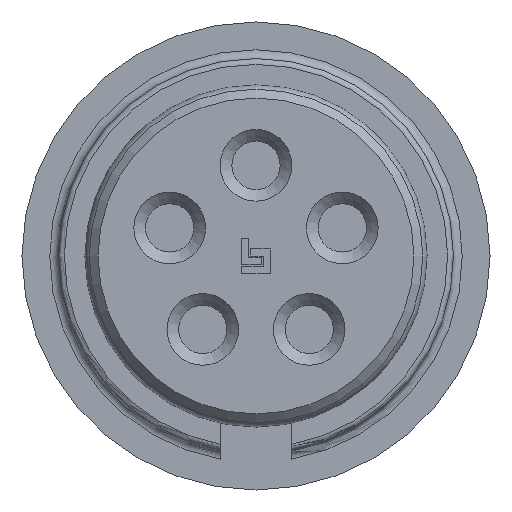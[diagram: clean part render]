
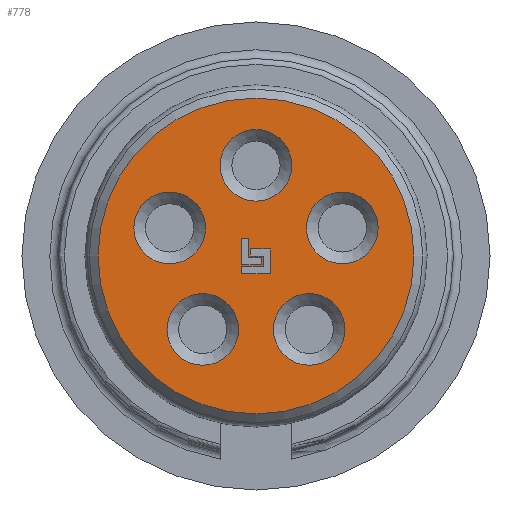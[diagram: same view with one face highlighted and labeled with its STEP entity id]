
A CAD part, left-side view. The second image highlights one B-rep face of the part: STEP entity #778.
In plain terms, the highlighted planar face has unit normal (-1, 0, 0).
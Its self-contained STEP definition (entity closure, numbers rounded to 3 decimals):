
#289=PLANE('',#2683);
#481=LINE('',#4723,#611);
#483=LINE('',#4727,#613);
#485=LINE('',#4731,#615);
#487=LINE('',#4735,#617);
#489=LINE('',#4739,#619);
#491=LINE('',#4743,#621);
#493=LINE('',#4747,#623);
#494=LINE('',#4749,#624);
#495=LINE('',#4751,#625);
#498=LINE('',#4757,#628);
#500=LINE('',#4761,#630);
#502=LINE('',#4765,#632);
#504=LINE('',#4769,#634);
#506=LINE('',#4773,#636);
#611=VECTOR('',#3164,1.);
#613=VECTOR('',#3168,1.);
#615=VECTOR('',#3172,1.);
#617=VECTOR('',#3176,1.);
#619=VECTOR('',#3180,1.);
#621=VECTOR('',#3184,1.);
#623=VECTOR('',#3188,1.);
#624=VECTOR('',#3191,1.);
#625=VECTOR('',#3194,1.);
#628=VECTOR('',#3199,1.);
#630=VECTOR('',#3203,1.);
#632=VECTOR('',#3207,1.);
#634=VECTOR('',#3211,1.);
#636=VECTOR('',#3215,1.);
#778=ADVANCED_FACE('',(#944,#945,#946,#947,#948,#949,#950,#951),#289,.T.);
#944=FACE_BOUND('',#1151,.T.);
#945=FACE_BOUND('',#1152,.T.);
#946=FACE_BOUND('',#1153,.T.);
#947=FACE_BOUND('',#1154,.T.);
#948=FACE_BOUND('',#1155,.T.);
#949=FACE_BOUND('',#1156,.T.);
#950=FACE_BOUND('',#1157,.T.);
#951=FACE_BOUND('',#1158,.T.);
#1151=EDGE_LOOP('',(#1685));
#1152=EDGE_LOOP('',(#1686));
#1153=EDGE_LOOP('',(#1687));
#1154=EDGE_LOOP('',(#1688));
#1155=EDGE_LOOP('',(#1689));
#1156=EDGE_LOOP('',(#1690));
#1157=EDGE_LOOP('',(#1691,#1692,#1693,#1694,#1695,#1696));
#1158=EDGE_LOOP('',(#1697,#1698,#1699,#1700,#1701,#1702,#1703,#1704));
#1685=ORIENTED_EDGE('',*,*,#2321,.T.);
#1686=ORIENTED_EDGE('',*,*,#2320,.T.);
#1687=ORIENTED_EDGE('',*,*,#2319,.T.);
#1688=ORIENTED_EDGE('',*,*,#2318,.T.);
#1689=ORIENTED_EDGE('',*,*,#2317,.T.);
#1690=ORIENTED_EDGE('',*,*,#2316,.T.);
#1691=ORIENTED_EDGE('',*,*,#2315,.F.);
#1692=ORIENTED_EDGE('',*,*,#2313,.F.);
#1693=ORIENTED_EDGE('',*,*,#2311,.F.);
#1694=ORIENTED_EDGE('',*,*,#2309,.F.);
#1695=ORIENTED_EDGE('',*,*,#2307,.F.);
#1696=ORIENTED_EDGE('',*,*,#2304,.F.);
#1697=ORIENTED_EDGE('',*,*,#2303,.T.);
#1698=ORIENTED_EDGE('',*,*,#2302,.T.);
#1699=ORIENTED_EDGE('',*,*,#2300,.T.);
#1700=ORIENTED_EDGE('',*,*,#2298,.T.);
#1701=ORIENTED_EDGE('',*,*,#2296,.T.);
#1702=ORIENTED_EDGE('',*,*,#2294,.T.);
#1703=ORIENTED_EDGE('',*,*,#2292,.T.);
#1704=ORIENTED_EDGE('',*,*,#2290,.T.);
#2006=VERTEX_POINT('',#4720);
#2007=VERTEX_POINT('',#4722);
#2008=VERTEX_POINT('',#4726);
#2009=VERTEX_POINT('',#4730);
#2010=VERTEX_POINT('',#4734);
#2011=VERTEX_POINT('',#4738);
#2012=VERTEX_POINT('',#4742);
#2013=VERTEX_POINT('',#4746);
#2014=VERTEX_POINT('',#4752);
#2015=VERTEX_POINT('',#4753);
#2016=VERTEX_POINT('',#4758);
#2017=VERTEX_POINT('',#4762);
#2018=VERTEX_POINT('',#4766);
#2019=VERTEX_POINT('',#4770);
#2020=VERTEX_POINT('',#4776);
#2021=VERTEX_POINT('',#4779);
#2022=VERTEX_POINT('',#4782);
#2023=VERTEX_POINT('',#4785);
#2024=VERTEX_POINT('',#4788);
#2025=VERTEX_POINT('',#4791);
#2290=EDGE_CURVE('',#2006,#2007,#481,.T.);
#2292=EDGE_CURVE('',#2008,#2006,#483,.T.);
#2294=EDGE_CURVE('',#2009,#2008,#485,.T.);
#2296=EDGE_CURVE('',#2010,#2009,#487,.T.);
#2298=EDGE_CURVE('',#2011,#2010,#489,.T.);
#2300=EDGE_CURVE('',#2012,#2011,#491,.T.);
#2302=EDGE_CURVE('',#2013,#2012,#493,.T.);
#2303=EDGE_CURVE('',#2007,#2013,#494,.T.);
#2304=EDGE_CURVE('',#2014,#2015,#495,.T.);
#2307=EDGE_CURVE('',#2015,#2016,#498,.T.);
#2309=EDGE_CURVE('',#2016,#2017,#500,.T.);
#2311=EDGE_CURVE('',#2017,#2018,#502,.T.);
#2313=EDGE_CURVE('',#2018,#2019,#504,.T.);
#2315=EDGE_CURVE('',#2019,#2014,#506,.T.);
#2316=EDGE_CURVE('',#2020,#2020,#2459,.T.);
#2317=EDGE_CURVE('',#2021,#2021,#2460,.T.);
#2318=EDGE_CURVE('',#2022,#2022,#2461,.T.);
#2319=EDGE_CURVE('',#2023,#2023,#2462,.T.);
#2320=EDGE_CURVE('',#2024,#2024,#2463,.T.);
#2321=EDGE_CURVE('',#2025,#2025,#2464,.T.);
#2459=CIRCLE('',#2672,1.225);
#2460=CIRCLE('',#2674,1.225);
#2461=CIRCLE('',#2676,1.225);
#2462=CIRCLE('',#2678,1.225);
#2463=CIRCLE('',#2680,1.225);
#2464=CIRCLE('',#2682,5.4);
#2672=AXIS2_PLACEMENT_3D('',#4775,#3218,#3219);
#2674=AXIS2_PLACEMENT_3D('',#4778,#3222,#3223);
#2676=AXIS2_PLACEMENT_3D('',#4781,#3226,#3227);
#2678=AXIS2_PLACEMENT_3D('',#4784,#3230,#3231);
#2680=AXIS2_PLACEMENT_3D('',#4787,#3234,#3235);
#2682=AXIS2_PLACEMENT_3D('',#4790,#3238,#3239);
#2683=AXIS2_PLACEMENT_3D('',#4792,#3240,#3241);
#3164=DIRECTION('',(0.,0.,1.));
#3168=DIRECTION('',(0.,1.,0.));
#3172=DIRECTION('',(0.,0.,1.));
#3176=DIRECTION('',(0.,-1.,0.));
#3180=DIRECTION('',(0.,0.,1.));
#3184=DIRECTION('',(0.,1.,0.));
#3188=DIRECTION('',(0.,0.,-1.));
#3191=DIRECTION('',(0.,-1.,0.));
#3194=DIRECTION('',(0.,-1.,0.));
#3199=DIRECTION('',(0.,0.,1.));
#3203=DIRECTION('',(0.,1.,0.));
#3207=DIRECTION('',(0.,0.,1.));
#3211=DIRECTION('',(0.,1.,0.));
#3215=DIRECTION('',(0.,0.,-1.));
#3218=DIRECTION('',(1.,0.,0.));
#3219=DIRECTION('',(0.,0.,1.));
#3222=DIRECTION('',(1.,0.,0.));
#3223=DIRECTION('',(0.,0.,1.));
#3226=DIRECTION('',(1.,0.,0.));
#3227=DIRECTION('',(0.,0.,1.));
#3230=DIRECTION('',(1.,0.,0.));
#3231=DIRECTION('',(0.,0.,1.));
#3234=DIRECTION('',(1.,0.,0.));
#3235=DIRECTION('',(0.,0.,1.));
#3238=DIRECTION('',(-1.,0.,0.));
#3239=DIRECTION('',(0.,0.,1.));
#3240=DIRECTION('',(-1.,0.,0.));
#3241=DIRECTION('',(0.,0.,1.));
#4720=CARTESIAN_POINT('',(0.,0.19,0.));
#4722=CARTESIAN_POINT('',(0.,0.19,0.24));
#4723=CARTESIAN_POINT('',(0.,0.19,0.));
#4726=CARTESIAN_POINT('',(0.,-0.25,0.));
#4727=CARTESIAN_POINT('',(0.,0.,0.));
#4730=CARTESIAN_POINT('',(0.,-0.25,-0.36));
#4731=CARTESIAN_POINT('',(0.,-0.25,0.));
#4734=CARTESIAN_POINT('',(0.,0.49,-0.36));
#4735=CARTESIAN_POINT('',(0.,0.,-0.36));
#4738=CARTESIAN_POINT('',(0.,0.49,-0.6));
#4739=CARTESIAN_POINT('',(0.,0.49,0.));
#4742=CARTESIAN_POINT('',(0.,-0.49,-0.6));
#4743=CARTESIAN_POINT('',(0.,0.,-0.6));
#4746=CARTESIAN_POINT('',(0.,-0.49,0.24));
#4747=CARTESIAN_POINT('',(0.,-0.49,0.));
#4749=CARTESIAN_POINT('',(0.,0.,0.24));
#4751=CARTESIAN_POINT('',(0.,0.,-0.3));
#4752=CARTESIAN_POINT('',(0.,0.49,-0.3));
#4753=CARTESIAN_POINT('',(0.,-0.19,-0.3));
#4757=CARTESIAN_POINT('',(0.,-0.19,0.));
#4758=CARTESIAN_POINT('',(0.,-0.19,-0.06));
#4761=CARTESIAN_POINT('',(0.,0.,-0.06));
#4762=CARTESIAN_POINT('',(0.,0.25,-0.06));
#4765=CARTESIAN_POINT('',(0.,0.25,0.));
#4766=CARTESIAN_POINT('',(0.,0.25,0.6));
#4769=CARTESIAN_POINT('',(0.,0.,0.6));
#4770=CARTESIAN_POINT('',(0.,0.49,0.6));
#4773=CARTESIAN_POINT('',(0.,0.49,0.));
#4775=CARTESIAN_POINT('',(0.,1.82,-2.51));
#4776=CARTESIAN_POINT('',(0.,1.82,-1.285));
#4778=CARTESIAN_POINT('',(0.,2.95,0.96));
#4779=CARTESIAN_POINT('',(0.,2.95,2.185));
#4781=CARTESIAN_POINT('',(0.,0.,3.1));
#4782=CARTESIAN_POINT('',(0.,0.,4.325));
#4784=CARTESIAN_POINT('',(0.,-2.95,0.96));
#4785=CARTESIAN_POINT('',(0.,-2.95,2.185));
#4787=CARTESIAN_POINT('',(0.,-1.82,-2.51));
#4788=CARTESIAN_POINT('',(0.,-1.82,-1.285));
#4790=CARTESIAN_POINT('',(0.,0.,0.));
#4791=CARTESIAN_POINT('',(0.,0.,5.4));
#4792=CARTESIAN_POINT('',(0.,0.,0.));
